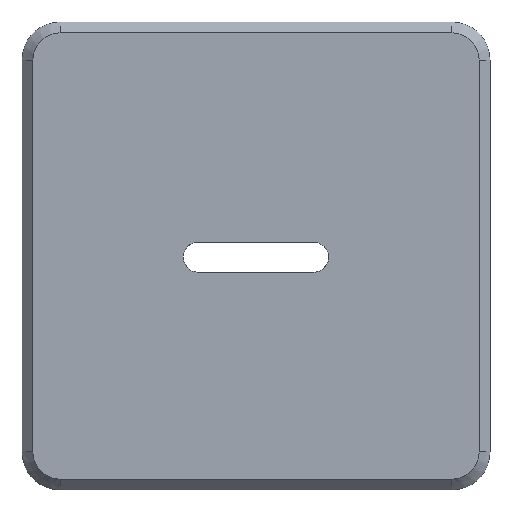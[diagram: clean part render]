
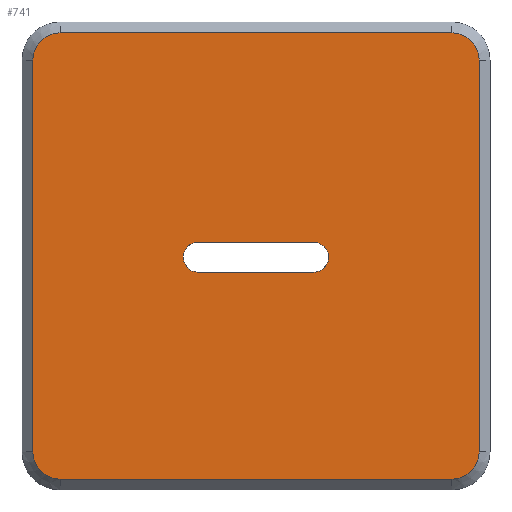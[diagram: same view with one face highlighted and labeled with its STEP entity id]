
A CAD part, front view. The second image highlights one B-rep face of the part: STEP entity #741.
In plain terms, the highlighted planar face has unit normal (0, -1, 0).
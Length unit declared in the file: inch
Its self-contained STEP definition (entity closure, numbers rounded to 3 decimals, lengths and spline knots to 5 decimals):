
#15=FACE_BOUND('',#128,.T.);
#24=CIRCLE('',#780,0.05);
#26=CIRCLE('',#784,0.05);
#28=CIRCLE('',#788,0.05);
#30=CIRCLE('',#792,0.05);
#39=B_SPLINE_CURVE_WITH_KNOTS('',3,(#1014,#1015,#1016,#1017,#1018),
 .UNSPECIFIED.,.F.,.F.,(4,1,4),(0.,0.02748,0.05495),
 .UNSPECIFIED.);
#41=B_SPLINE_CURVE_WITH_KNOTS('',3,(#1037,#1038,#1039,#1040,#1041),
 .UNSPECIFIED.,.F.,.F.,(4,1,4),(0.,0.02727,0.05512),
 .UNSPECIFIED.);
#43=B_SPLINE_CURVE_WITH_KNOTS('',3,(#1060,#1061,#1062,#1063,#1064),
 .UNSPECIFIED.,.F.,.F.,(4,1,4),(0.,0.02758,0.05474),
 .UNSPECIFIED.);
#45=B_SPLINE_CURVE_WITH_KNOTS('',3,(#1083,#1084,#1085,#1086,#1087),
 .UNSPECIFIED.,.F.,.F.,(4,1,4),(0.,0.02749,0.05516),
 .UNSPECIFIED.);
#47=B_SPLINE_CURVE_WITH_KNOTS('',3,(#1112,#1113,#1114,#1115,#1116),
 .UNSPECIFIED.,.F.,.F.,(4,1,4),(0.,0.02795,0.05555),
 .UNSPECIFIED.);
#49=B_SPLINE_CURVE_WITH_KNOTS('',3,(#1135,#1136,#1137,#1138,#1139),
 .UNSPECIFIED.,.F.,.F.,(4,1,4),(0.,0.02714,0.05453),
 .UNSPECIFIED.);
#51=B_SPLINE_CURVE_WITH_KNOTS('',3,(#1158,#1159,#1160,#1161,#1162),
 .UNSPECIFIED.,.F.,.F.,(4,1,4),(0.,0.02767,0.05491),
 .UNSPECIFIED.);
#53=B_SPLINE_CURVE_WITH_KNOTS('',3,(#1180,#1181,#1182,#1183,#1184),
 .UNSPECIFIED.,.F.,.F.,(4,1,4),(0.,0.02758,0.05534),
 .UNSPECIFIED.);
#85=FACE_OUTER_BOUND('',#127,.T.);
#127=EDGE_LOOP('',(#569,#570,#571,#572,#573,#574,#575,#576));
#128=EDGE_LOOP('',(#577,#578,#579,#580,#581,#582,#583,#584,#585,#586));
#151=LINE('',#997,#229);
#159=LINE('',#1097,#237);
#166=LINE('',#1195,#244);
#171=LINE('',#1209,#249);
#175=LINE('',#1221,#253);
#179=LINE('',#1233,#257);
#229=VECTOR('',#825,0.3937);
#237=VECTOR('',#835,0.3937);
#244=VECTOR('',#844,0.3937);
#249=VECTOR('',#857,0.3937);
#253=VECTOR('',#869,0.3937);
#257=VECTOR('',#881,0.3937);
#307=VERTEX_POINT('',#995);
#308=VERTEX_POINT('',#996);
#311=VERTEX_POINT('',#1013);
#313=VERTEX_POINT('',#1036);
#315=VERTEX_POINT('',#1059);
#317=VERTEX_POINT('',#1082);
#319=VERTEX_POINT('',#1096);
#321=VERTEX_POINT('',#1111);
#323=VERTEX_POINT('',#1134);
#325=VERTEX_POINT('',#1157);
#328=VERTEX_POINT('',#1192);
#329=VERTEX_POINT('',#1194);
#332=VERTEX_POINT('',#1202);
#334=VERTEX_POINT('',#1207);
#336=VERTEX_POINT('',#1214);
#338=VERTEX_POINT('',#1219);
#340=VERTEX_POINT('',#1226);
#342=VERTEX_POINT('',#1231);
#375=EDGE_CURVE('',#307,#308,#151,.T.);
#379=EDGE_CURVE('',#311,#307,#39,.T.);
#382=EDGE_CURVE('',#313,#311,#41,.T.);
#385=EDGE_CURVE('',#315,#313,#43,.T.);
#388=EDGE_CURVE('',#317,#315,#45,.T.);
#391=EDGE_CURVE('',#319,#317,#159,.T.);
#394=EDGE_CURVE('',#321,#319,#47,.T.);
#397=EDGE_CURVE('',#323,#321,#49,.T.);
#400=EDGE_CURVE('',#325,#323,#51,.T.);
#403=EDGE_CURVE('',#308,#325,#53,.T.);
#406=EDGE_CURVE('',#328,#329,#166,.T.);
#411=EDGE_CURVE('',#332,#328,#24,.T.);
#413=EDGE_CURVE('',#334,#332,#171,.T.);
#417=EDGE_CURVE('',#336,#334,#26,.T.);
#419=EDGE_CURVE('',#338,#336,#175,.T.);
#423=EDGE_CURVE('',#340,#338,#28,.T.);
#425=EDGE_CURVE('',#342,#340,#179,.T.);
#428=EDGE_CURVE('',#329,#342,#30,.T.);
#569=ORIENTED_EDGE('',*,*,#406,.F.);
#570=ORIENTED_EDGE('',*,*,#411,.F.);
#571=ORIENTED_EDGE('',*,*,#413,.F.);
#572=ORIENTED_EDGE('',*,*,#417,.F.);
#573=ORIENTED_EDGE('',*,*,#419,.F.);
#574=ORIENTED_EDGE('',*,*,#423,.F.);
#575=ORIENTED_EDGE('',*,*,#425,.F.);
#576=ORIENTED_EDGE('',*,*,#428,.F.);
#577=ORIENTED_EDGE('',*,*,#375,.T.);
#578=ORIENTED_EDGE('',*,*,#403,.T.);
#579=ORIENTED_EDGE('',*,*,#400,.T.);
#580=ORIENTED_EDGE('',*,*,#397,.T.);
#581=ORIENTED_EDGE('',*,*,#394,.T.);
#582=ORIENTED_EDGE('',*,*,#391,.T.);
#583=ORIENTED_EDGE('',*,*,#388,.T.);
#584=ORIENTED_EDGE('',*,*,#385,.T.);
#585=ORIENTED_EDGE('',*,*,#382,.T.);
#586=ORIENTED_EDGE('',*,*,#379,.T.);
#701=PLANE('',#799);
#741=ADVANCED_FACE('',(#85,#15),#701,.F.);
#780=AXIS2_PLACEMENT_3D('',#1204,#852,#853);
#784=AXIS2_PLACEMENT_3D('',#1216,#864,#865);
#788=AXIS2_PLACEMENT_3D('',#1228,#876,#877);
#792=AXIS2_PLACEMENT_3D('',#1237,#887,#888);
#799=AXIS2_PLACEMENT_3D('',#1256,#908,#909);
#825=DIRECTION('',(-1.,0.,0.));
#835=DIRECTION('',(1.,0.,0.));
#844=DIRECTION('',(1.,0.,0.));
#852=DIRECTION('center_axis',(0.,1.,0.));
#853=DIRECTION('ref_axis',(-1.,0.,0.));
#857=DIRECTION('',(0.,0.,1.));
#864=DIRECTION('center_axis',(0.,1.,0.));
#865=DIRECTION('ref_axis',(0.,0.,-1.));
#869=DIRECTION('',(-1.,0.,0.));
#876=DIRECTION('center_axis',(0.,1.,0.));
#877=DIRECTION('ref_axis',(1.,0.,0.));
#881=DIRECTION('',(0.,0.,-1.));
#887=DIRECTION('center_axis',(0.,1.,0.));
#888=DIRECTION('ref_axis',(0.,0.,1.));
#908=DIRECTION('center_axis',(0.,1.,0.));
#909=DIRECTION('ref_axis',(1.,0.,0.));
#995=CARTESIAN_POINT('',(0.53567,0.,0.40019));
#996=CARTESIAN_POINT('',(0.32411,0.,0.40019));
#997=CARTESIAN_POINT('',(0.48284,0.,0.40019));
#1013=CARTESIAN_POINT('',(0.55524,0.,0.4083));
#1014=CARTESIAN_POINT('Ctrl Pts',(0.55524,0.,0.4083));
#1015=CARTESIAN_POINT('Ctrl Pts',(0.5524,0.,0.40593));
#1016=CARTESIAN_POINT('Ctrl Pts',(0.54672,0.,0.4012));
#1017=CARTESIAN_POINT('Ctrl Pts',(0.53935,0.,0.40053));
#1018=CARTESIAN_POINT('Ctrl Pts',(0.53567,0.,0.40019));
#1036=CARTESIAN_POINT('',(0.56353,0.,0.42787));
#1037=CARTESIAN_POINT('Ctrl Pts',(0.56353,0.,0.42787));
#1038=CARTESIAN_POINT('Ctrl Pts',(0.56317,0.,0.42422));
#1039=CARTESIAN_POINT('Ctrl Pts',(0.56244,0.,0.41684));
#1040=CARTESIAN_POINT('Ctrl Pts',(0.55766,0.,0.41116));
#1041=CARTESIAN_POINT('Ctrl Pts',(0.55524,0.,0.4083));
#1059=CARTESIAN_POINT('',(0.55524,0.,0.44726));
#1060=CARTESIAN_POINT('Ctrl Pts',(0.55524,0.,0.44726));
#1061=CARTESIAN_POINT('Ctrl Pts',(0.55766,0.,0.44444));
#1062=CARTESIAN_POINT('Ctrl Pts',(0.56246,0.,0.43884));
#1063=CARTESIAN_POINT('Ctrl Pts',(0.56317,0.,0.43151));
#1064=CARTESIAN_POINT('Ctrl Pts',(0.56353,0.,0.42787));
#1082=CARTESIAN_POINT('',(0.53567,0.,0.45555));
#1083=CARTESIAN_POINT('Ctrl Pts',(0.53567,0.,0.45555));
#1084=CARTESIAN_POINT('Ctrl Pts',(0.53936,0.,0.4552));
#1085=CARTESIAN_POINT('Ctrl Pts',(0.54675,0.,0.4545));
#1086=CARTESIAN_POINT('Ctrl Pts',(0.55241,0.,0.44968));
#1087=CARTESIAN_POINT('Ctrl Pts',(0.55524,0.,0.44726));
#1096=CARTESIAN_POINT('',(0.32411,0.,0.45555));
#1097=CARTESIAN_POINT('',(0.37705,0.,0.45555));
#1111=CARTESIAN_POINT('',(0.30436,0.,0.44726));
#1112=CARTESIAN_POINT('Ctrl Pts',(0.30436,0.,0.44726));
#1113=CARTESIAN_POINT('Ctrl Pts',(0.30724,0.,0.44968));
#1114=CARTESIAN_POINT('Ctrl Pts',(0.31297,0.,0.45448));
#1115=CARTESIAN_POINT('Ctrl Pts',(0.32041,0.,0.45519));
#1116=CARTESIAN_POINT('Ctrl Pts',(0.32411,0.,0.45555));
#1134=CARTESIAN_POINT('',(0.29625,0.,0.42787));
#1135=CARTESIAN_POINT('Ctrl Pts',(0.29625,0.,0.42787));
#1136=CARTESIAN_POINT('Ctrl Pts',(0.2966,0.,0.4315));
#1137=CARTESIAN_POINT('Ctrl Pts',(0.29729,0.,0.43881));
#1138=CARTESIAN_POINT('Ctrl Pts',(0.302,0.,0.44443));
#1139=CARTESIAN_POINT('Ctrl Pts',(0.30436,0.,0.44726));
#1157=CARTESIAN_POINT('',(0.30436,0.,0.4083));
#1158=CARTESIAN_POINT('Ctrl Pts',(0.30436,0.,0.4083));
#1159=CARTESIAN_POINT('Ctrl Pts',(0.302,0.,0.41117));
#1160=CARTESIAN_POINT('Ctrl Pts',(0.2973,0.,0.41687));
#1161=CARTESIAN_POINT('Ctrl Pts',(0.2966,0.,0.42422));
#1162=CARTESIAN_POINT('Ctrl Pts',(0.29625,0.,0.42787));
#1180=CARTESIAN_POINT('Ctrl Pts',(0.32411,0.,0.40019));
#1181=CARTESIAN_POINT('Ctrl Pts',(0.32042,0.,0.40053));
#1182=CARTESIAN_POINT('Ctrl Pts',(0.31301,0.,0.40122));
#1183=CARTESIAN_POINT('Ctrl Pts',(0.30725,0.,0.40593));
#1184=CARTESIAN_POINT('Ctrl Pts',(0.30436,0.,0.4083));
#1192=CARTESIAN_POINT('',(0.07,0.,0.84));
#1194=CARTESIAN_POINT('',(0.79,0.,0.84));
#1195=CARTESIAN_POINT('',(0.25,0.,0.84));
#1202=CARTESIAN_POINT('',(0.02,0.,0.79));
#1204=CARTESIAN_POINT('Origin',(0.07,0.,0.79));
#1207=CARTESIAN_POINT('',(0.02,0.,0.07));
#1209=CARTESIAN_POINT('',(0.02,0.,0.25));
#1214=CARTESIAN_POINT('',(0.07,0.,0.02));
#1216=CARTESIAN_POINT('Origin',(0.07,0.,0.07));
#1219=CARTESIAN_POINT('',(0.79,0.,0.02));
#1221=CARTESIAN_POINT('',(0.61,0.,0.02));
#1226=CARTESIAN_POINT('',(0.84,0.,0.07));
#1228=CARTESIAN_POINT('Origin',(0.79,0.,0.07));
#1231=CARTESIAN_POINT('',(0.84,0.,0.79));
#1233=CARTESIAN_POINT('',(0.84,0.,0.61));
#1237=CARTESIAN_POINT('Origin',(0.79,0.,0.79));
#1256=CARTESIAN_POINT('Origin',(0.43,0.,0.43));
